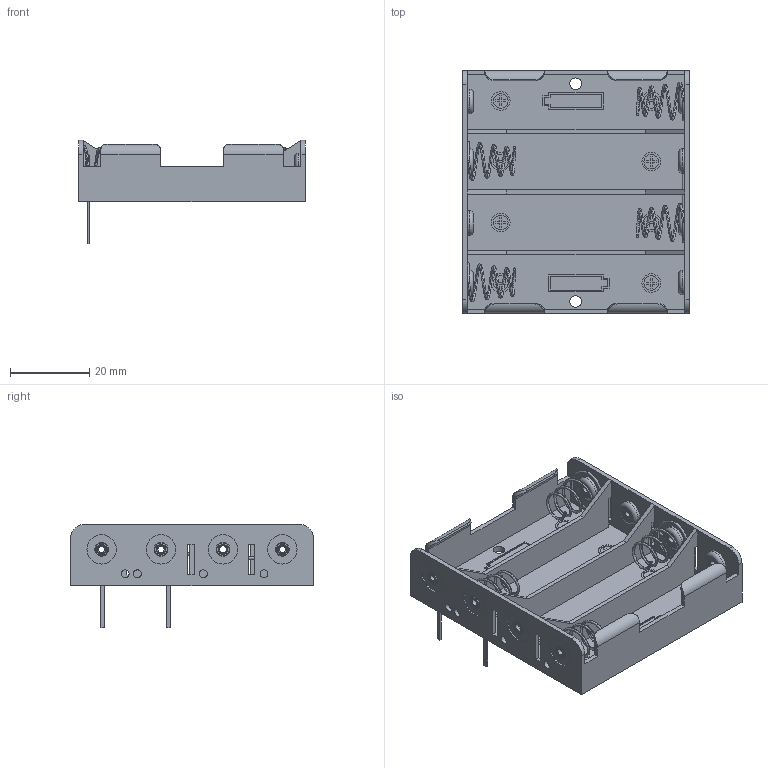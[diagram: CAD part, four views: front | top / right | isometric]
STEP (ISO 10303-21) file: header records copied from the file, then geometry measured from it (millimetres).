
FILE_DESCRIPTION(/* description */ (''),/* implementation_level */ '2;1');
FILE_NAME(/* name */ 'MPD - BC4AAPC.step',/* time_stamp */ '2023-11-01T18:32:35Z',/* author */ (''),/* organization */ (''),/* preprocessor_version */ 'ST-DEVELOPER v20',/* originating_system */ 'Autodesk Translation Framework v12.14.0.127',/* authorisation */ '');
FILE_SCHEMA (('AUTOMOTIVE_DESIGN { 1 0 10303 214 3 1 1 }'));
Length unit declared in the file: millimetre
Products named in the file (1): MPD - BC4AAPC
Bounding box: 57.2 x 61.3 x 26.04 mm (x, y, z)
Volume: 10339.2 mm3; surface area: 17828 mm2
Topology: 13 solids, 13 shells, 437 faces, 1043 edges, 683 vertices
Faces by surface type: plane 273, cylinder 106, torus 50, bspline 8
Full cylindrical faces by diameter (mm): 0.6 x4, 0.7 x2, 1.6 x6, 1.8 x3, 2 x4, 2.3 x14, 2.9 x2, 3 x8, 3.5 x7, 3.7 x8, 4.7 x8, 6.2 x8, 7.4 x8
Entity records: 19724 total; most frequent: CARTESIAN_POINT 9186, DIRECTION 2185, ORIENTED_EDGE 2086, EDGE_CURVE 1043, AXIS2_PLACEMENT_3D 756, VERTEX_POINT 683, LINE 673, VECTOR 673
